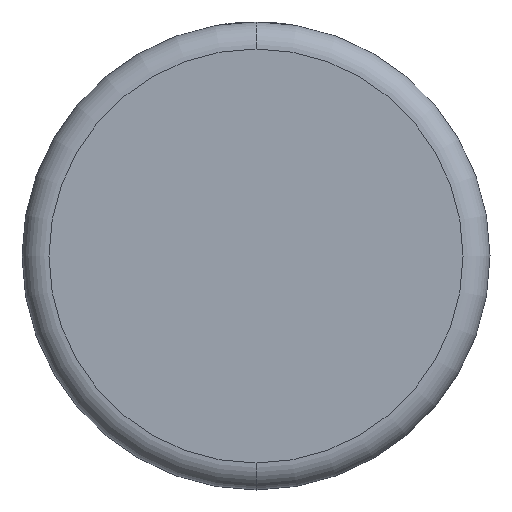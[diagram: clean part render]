
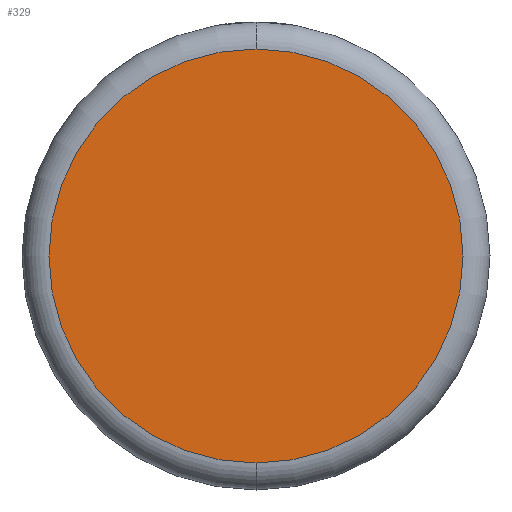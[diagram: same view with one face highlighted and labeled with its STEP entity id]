
A CAD part, front view. The second image highlights one B-rep face of the part: STEP entity #329.
In plain terms, the highlighted planar face has unit normal (0, -1, 0).
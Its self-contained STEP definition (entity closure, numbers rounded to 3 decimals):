
#145 = DIRECTION ( 'NONE',  ( 0., 0., 1. ) ) ;
#329 = ADVANCED_FACE ( 'NONE', ( #1929 ), #2430, .F. ) ;
#803 = CARTESIAN_POINT ( 'NONE',  ( 0., 0., 0. ) ) ;
#988 = AXIS2_PLACEMENT_3D ( 'NONE', #803, #3634, #145 ) ;
#1460 = DIRECTION ( 'NONE',  ( 0., 1., 0. ) ) ;
#1712 = EDGE_CURVE ( 'NONE', #3219, #3691, #3259, .T. ) ;
#1929 = FACE_OUTER_BOUND ( 'NONE', #3240, .T. ) ;
#1997 = DIRECTION ( 'NONE',  ( 0., 0., 1. ) ) ;
#2008 = CARTESIAN_POINT ( 'NONE',  ( 0., 0., 11.502 ) ) ;
#2044 = ORIENTED_EDGE ( 'NONE', *, *, #3738, .T. ) ;
#2110 = DIRECTION ( 'NONE',  ( 0., 0., 1. ) ) ;
#2358 = AXIS2_PLACEMENT_3D ( 'NONE', #3361, #1460, #2110 ) ;
#2430 = PLANE ( 'NONE',  #2358 ) ;
#2552 = CIRCLE ( 'NONE', #988, 11.502 ) ;
#2958 = CARTESIAN_POINT ( 'NONE',  ( 0., 0., 0. ) ) ;
#3219 = VERTEX_POINT ( 'NONE', #2008 ) ;
#3240 = EDGE_LOOP ( 'NONE', ( #3421, #2044 ) ) ;
#3259 = CIRCLE ( 'NONE', #3854, 11.502 ) ;
#3289 = DIRECTION ( 'NONE',  ( 0., -1., 0. ) ) ;
#3361 = CARTESIAN_POINT ( 'NONE',  ( 0., 0., 0. ) ) ;
#3421 = ORIENTED_EDGE ( 'NONE', *, *, #1712, .T. ) ;
#3634 = DIRECTION ( 'NONE',  ( 0., -1., 0. ) ) ;
#3691 = VERTEX_POINT ( 'NONE', #3868 ) ;
#3738 = EDGE_CURVE ( 'NONE', #3691, #3219, #2552, .T. ) ;
#3854 = AXIS2_PLACEMENT_3D ( 'NONE', #2958, #3289, #1997 ) ;
#3868 = CARTESIAN_POINT ( 'NONE',  ( 0., 0., -11.502 ) ) ;
